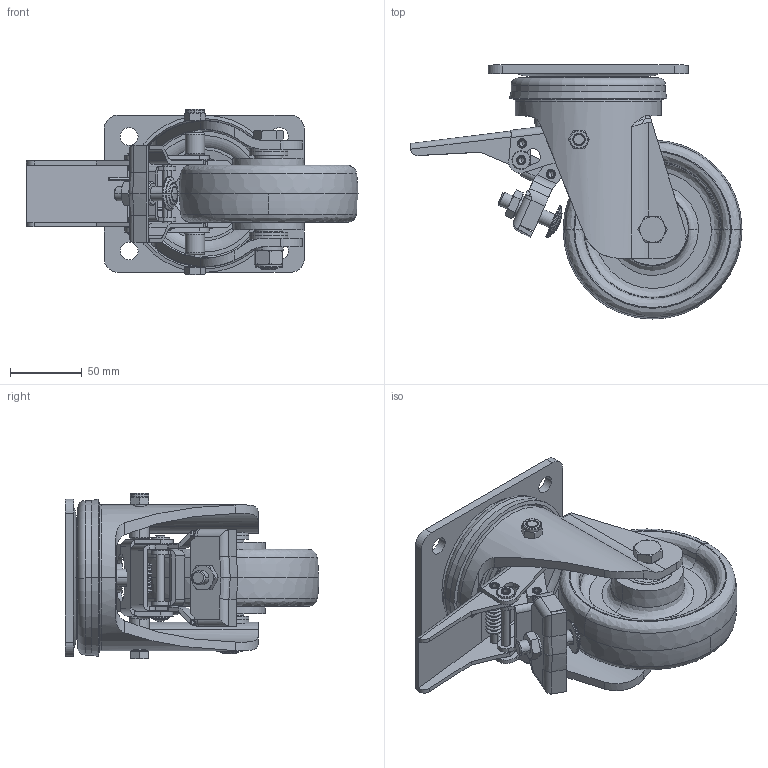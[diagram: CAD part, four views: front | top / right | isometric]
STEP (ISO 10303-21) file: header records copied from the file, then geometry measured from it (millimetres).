
FILE_DESCRIPTION (( 'STEP AP214' ), '1' );
FILE_NAME ('0033870_L-HV-PAM-125-K-3-DSV_(A-01).step', '2019-02-01T10:02:58', ( '' ), ( '' ), 'SwSTEP 2.0', 'SolidWorks 2018', '' );
FILE_SCHEMA (( 'AUTOMOTIVE_DESIGN' ));
Length unit declared in the file: millimetre
Products named in the file (1): 0033870_L-HV-PAM-125-K-3-DSV_(A-01)
Bounding box: 232.11 x 177.5 x 115.5 mm (x, y, z)
Surface area: 253623.3 mm2 (no closed solid volume)
Topology: 0 solids, 20 shells, 953 faces, 2391 edges, 1506 vertices
Faces by surface type: cylinder 314, plane 290, cone 146, torus 144, bspline 41, sphere 18
Entity records: 46894 total; most frequent: CARTESIAN_POINT 13153, DIRECTION 5064, ORIENTED_EDGE 4750, EDGE_CURVE 2383, AXIS2_PLACEMENT_3D 2105, VERTEX_POINT 1506, CIRCLE 1192, EDGE_LOOP 1069
